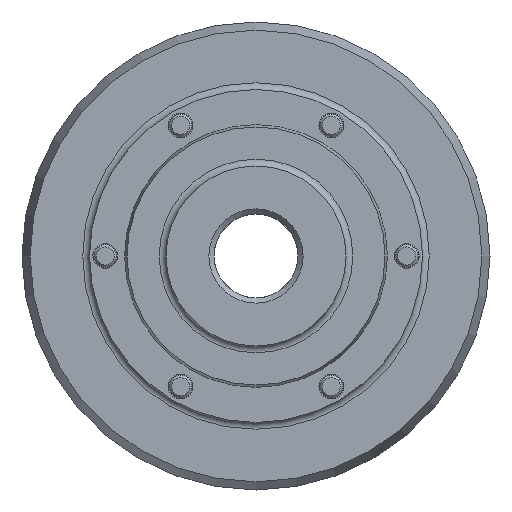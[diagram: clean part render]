
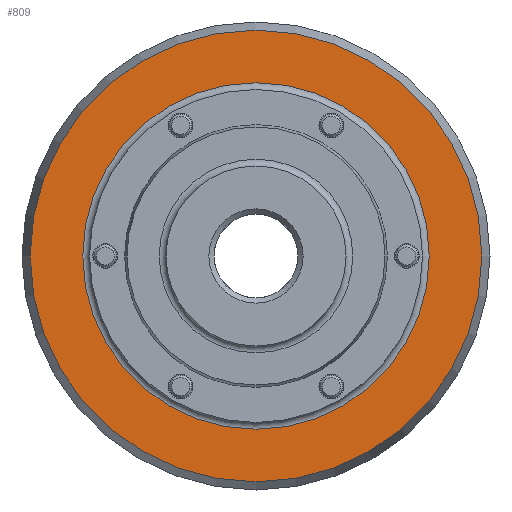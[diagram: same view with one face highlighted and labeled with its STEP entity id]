
A CAD part, front view. The second image highlights one B-rep face of the part: STEP entity #809.
In plain terms, the highlighted planar face has unit normal (0, -1, 0).
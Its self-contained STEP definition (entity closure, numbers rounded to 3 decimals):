
#141=ORIENTED_EDGE('',*,*,#316,.F.);
#142=ORIENTED_EDGE('',*,*,#317,.T.);
#316=EDGE_CURVE('',#404,#404,#475,.T.);
#317=EDGE_CURVE('',#405,#405,#476,.T.);
#404=VERTEX_POINT('',#1354);
#405=VERTEX_POINT('',#1356);
#475=CIRCLE('',#912,38.5);
#476=CIRCLE('',#913,50.18);
#540=EDGE_LOOP('',(#141));
#541=EDGE_LOOP('',(#142));
#664=FACE_BOUND('',#540,.T.);
#665=FACE_BOUND('',#541,.T.);
#780=PLANE('',#911);
#809=ADVANCED_FACE('',(#664,#665),#780,.F.);
#911=AXIS2_PLACEMENT_3D('',#1352,#1061,#1062);
#912=AXIS2_PLACEMENT_3D('',#1353,#1063,#1064);
#913=AXIS2_PLACEMENT_3D('',#1355,#1065,#1066);
#1061=DIRECTION('',(0.,1.,0.));
#1062=DIRECTION('',(0.,0.,1.));
#1063=DIRECTION('',(0.,-1.,0.));
#1064=DIRECTION('',(0.,0.,-1.));
#1065=DIRECTION('',(0.,-1.,0.));
#1066=DIRECTION('',(0.,0.,-1.));
#1352=CARTESIAN_POINT('',(52.,57.,0.));
#1353=CARTESIAN_POINT('',(0.,57.,0.));
#1354=CARTESIAN_POINT('',(0.,57.,-38.5));
#1355=CARTESIAN_POINT('',(0.,57.,0.));
#1356=CARTESIAN_POINT('',(0.,57.,-50.18));
